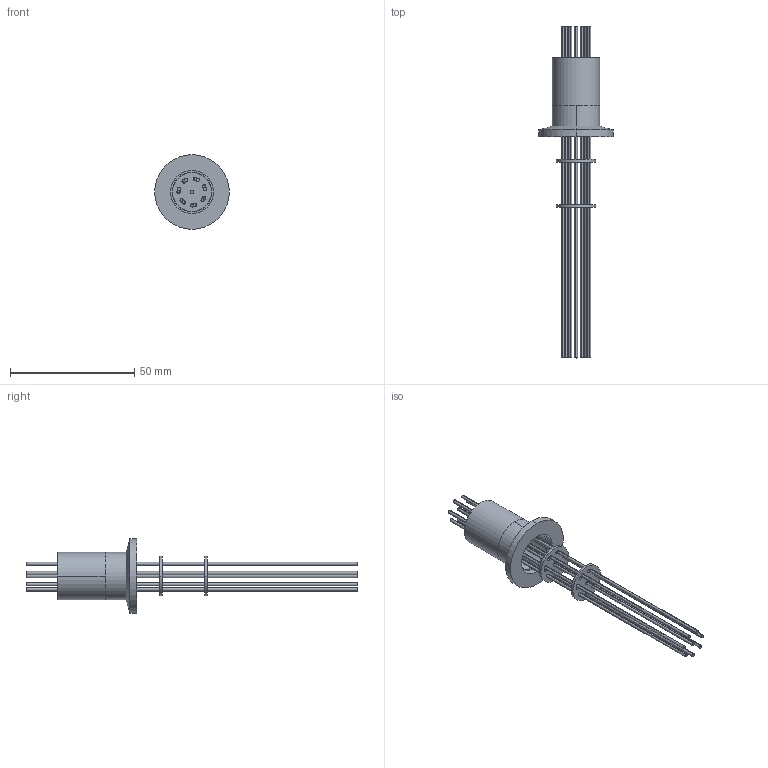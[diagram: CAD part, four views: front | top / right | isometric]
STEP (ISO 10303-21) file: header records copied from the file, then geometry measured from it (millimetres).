
FILE_DESCRIPTION (( 'STEP AP203' ), '1' );
FILE_NAME ('A2572-1-QF.STEP', '2013-05-13T12:36:22', ( '' ), ( '' ), 'SwSTEP 2.0', 'SolidWorks 2012', '' );
FILE_SCHEMA (( 'CONFIG_CONTROL_DESIGN' ));
Length unit declared in the file: inch
Products named in the file (1): A2572-1-QF
Bounding box: 29.97 x 133.35 x 29.97 mm (x, y, z)
Volume: 5980.9 mm3; surface area: 10956.6 mm2
Topology: 1 solids, 4 shells, 277 faces, 718 edges, 472 vertices
Faces by surface type: cylinder 182, plane 59, cone 20, bspline 16
Entity records: 9097 total; most frequent: CARTESIAN_POINT 1756, DIRECTION 1698, ORIENTED_EDGE 1436, AXIS2_PLACEMENT_3D 734, EDGE_CURVE 718, VERTEX_POINT 472, CIRCLE 472, EDGE_LOOP 362
